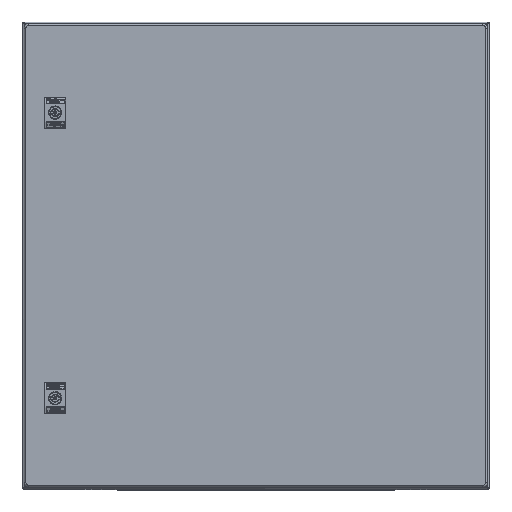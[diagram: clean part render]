
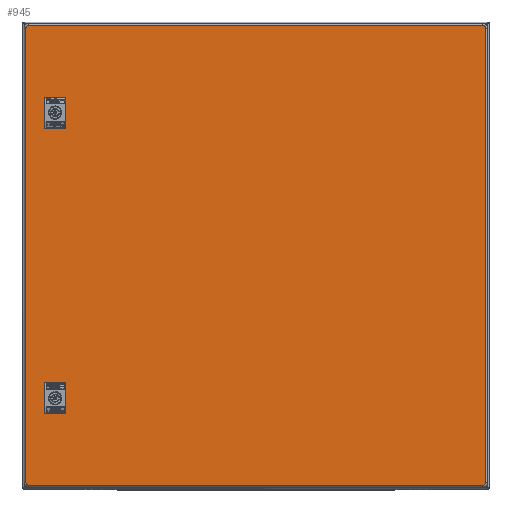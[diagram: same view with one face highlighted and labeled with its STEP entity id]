
A CAD part, top view. The second image highlights one B-rep face of the part: STEP entity #945.
In plain terms, the highlighted planar face has unit normal (0, 0, 1).
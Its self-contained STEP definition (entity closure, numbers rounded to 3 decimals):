
#945=ADVANCED_FACE('',(#5630,#5631,#5632),#5633,.T.);
#5630=FACE_OUTER_BOUND('',#15878,.T.);
#5631=FACE_BOUND('',#15879,.T.);
#5632=FACE_BOUND('',#15880,.T.);
#5633=PLANE('',#15881);
#15878=EDGE_LOOP('',(#33841,#33842,#33843,#33844,#33845,#33846,#33847,#33848));
#15879=EDGE_LOOP('',(#33849,#33850,#33851,#33852));
#15880=EDGE_LOOP('',(#33853,#33854,#33855,#33856));
#15881=AXIS2_PLACEMENT_3D('',#33857,#33858,#33859);
#33841=ORIENTED_EDGE('',*,*,#61549,.F.);
#33842=ORIENTED_EDGE('',*,*,#61550,.T.);
#33843=ORIENTED_EDGE('',*,*,#61551,.F.);
#33844=ORIENTED_EDGE('',*,*,#61552,.T.);
#33845=ORIENTED_EDGE('',*,*,#61553,.F.);
#33846=ORIENTED_EDGE('',*,*,#61554,.T.);
#33847=ORIENTED_EDGE('',*,*,#61555,.F.);
#33848=ORIENTED_EDGE('',*,*,#61556,.T.);
#33849=ORIENTED_EDGE('',*,*,#61557,.F.);
#33850=ORIENTED_EDGE('',*,*,#61558,.T.);
#33851=ORIENTED_EDGE('',*,*,#61559,.F.);
#33852=ORIENTED_EDGE('',*,*,#61560,.T.);
#33853=ORIENTED_EDGE('',*,*,#61561,.F.);
#33854=ORIENTED_EDGE('',*,*,#61562,.T.);
#33855=ORIENTED_EDGE('',*,*,#61563,.F.);
#33856=ORIENTED_EDGE('',*,*,#61564,.T.);
#33857=CARTESIAN_POINT('',(-0.3,0.0,252.51));
#33858=DIRECTION('',(0.0,0.0,1.0));
#33859=DIRECTION('',(1.0,0.0,0.0));
#61549=EDGE_CURVE('',#72818,#72819,#72820,.T.);
#61550=EDGE_CURVE('',#72818,#72821,#72822,.T.);
#61551=EDGE_CURVE('',#72823,#72821,#72824,.T.);
#61552=EDGE_CURVE('',#72823,#72825,#72826,.T.);
#61553=EDGE_CURVE('',#72827,#72825,#72828,.T.);
#61554=EDGE_CURVE('',#72827,#72829,#72830,.T.);
#61555=EDGE_CURVE('',#72831,#72829,#72832,.T.);
#61556=EDGE_CURVE('',#72831,#72819,#72833,.T.);
#61557=EDGE_CURVE('',#72834,#72835,#72836,.T.);
#61558=EDGE_CURVE('',#72834,#72837,#72838,.T.);
#61559=EDGE_CURVE('',#72839,#72837,#72840,.T.);
#61560=EDGE_CURVE('',#72839,#72835,#72841,.T.);
#61561=EDGE_CURVE('',#72842,#72843,#72844,.T.);
#61562=EDGE_CURVE('',#72842,#72845,#72846,.T.);
#61563=EDGE_CURVE('',#72847,#72845,#72848,.T.);
#61564=EDGE_CURVE('',#72847,#72843,#72849,.T.);
#72818=VERTEX_POINT('',#90901);
#72819=VERTEX_POINT('',#90902);
#72820=CIRCLE('',#90903,3.5);
#72821=VERTEX_POINT('',#90904);
#72822=LINE('',#90905,#90906);
#72823=VERTEX_POINT('',#90907);
#72824=CIRCLE('',#90908,3.5);
#72825=VERTEX_POINT('',#90909);
#72826=LINE('',#90910,#90911);
#72827=VERTEX_POINT('',#90912);
#72828=CIRCLE('',#90913,3.5);
#72829=VERTEX_POINT('',#90914);
#72830=LINE('',#90915,#90916);
#72831=VERTEX_POINT('',#90917);
#72832=CIRCLE('',#90918,3.5);
#72833=LINE('',#90919,#90920);
#72834=VERTEX_POINT('',#90921);
#72835=VERTEX_POINT('',#90922);
#72836=CIRCLE('',#90923,11.75);
#72837=VERTEX_POINT('',#90924);
#72838=LINE('',#90925,#90926);
#72839=VERTEX_POINT('',#90927);
#72840=CIRCLE('',#90928,11.75);
#72841=LINE('',#90929,#90930);
#72842=VERTEX_POINT('',#90931);
#72843=VERTEX_POINT('',#90932);
#72844=CIRCLE('',#90933,11.75);
#72845=VERTEX_POINT('',#90934);
#72846=LINE('',#90935,#90936);
#72847=VERTEX_POINT('',#90937);
#72848=CIRCLE('',#90938,11.75);
#72849=LINE('',#90939,#90940);
#90901=CARTESIAN_POINT('',(291.5,295.3,252.51));
#90902=CARTESIAN_POINT('',(295.,291.8,252.51));
#90903=AXIS2_PLACEMENT_3D('',#123166,#123167,#123168);
#90904=CARTESIAN_POINT('',(-292.1,295.3,252.51));
#90905=CARTESIAN_POINT('',(291.5,295.3,252.51));
#90906=VECTOR('',#123169,583.6);
#90907=CARTESIAN_POINT('',(-295.6,291.8,252.51));
#90908=AXIS2_PLACEMENT_3D('',#123170,#123171,#123172);
#90909=CARTESIAN_POINT('',(-295.6,-291.8,252.51));
#90910=CARTESIAN_POINT('',(-295.6,291.8,252.51));
#90911=VECTOR('',#123173,583.6);
#90912=CARTESIAN_POINT('',(-292.1,-295.3,252.51));
#90913=AXIS2_PLACEMENT_3D('',#123174,#123175,#123176);
#90914=CARTESIAN_POINT('',(291.5,-295.3,252.51));
#90915=CARTESIAN_POINT('',(-292.1,-295.3,252.51));
#90916=VECTOR('',#123177,583.6);
#90917=CARTESIAN_POINT('',(295.,-291.8,252.51));
#90918=AXIS2_PLACEMENT_3D('',#123178,#123179,#123180);
#90919=CARTESIAN_POINT('',(295.,-291.8,252.51));
#90920=VECTOR('',#123181,583.6);
#90921=CARTESIAN_POINT('',(-248.,189.504,252.51));
#90922=CARTESIAN_POINT('',(-268.2,189.504,252.51));
#90923=AXIS2_PLACEMENT_3D('',#123182,#123183,#123184);
#90924=CARTESIAN_POINT('',(-248.,177.496,252.51));
#90925=CARTESIAN_POINT('',(-248.,189.504,252.51));
#90926=VECTOR('',#123185,12.009);
#90927=CARTESIAN_POINT('',(-268.2,177.496,252.51));
#90928=AXIS2_PLACEMENT_3D('',#123186,#123187,#123188);
#90929=CARTESIAN_POINT('',(-268.2,177.496,252.51));
#90930=VECTOR('',#123189,12.009);
#90931=CARTESIAN_POINT('',(-248.,-177.496,252.51));
#90932=CARTESIAN_POINT('',(-268.2,-177.496,252.51));
#90933=AXIS2_PLACEMENT_3D('',#123190,#123191,#123192);
#90934=CARTESIAN_POINT('',(-248.,-189.504,252.51));
#90935=CARTESIAN_POINT('',(-248.,-177.496,252.51));
#90936=VECTOR('',#123193,12.009);
#90937=CARTESIAN_POINT('',(-268.2,-189.504,252.51));
#90938=AXIS2_PLACEMENT_3D('',#123194,#123195,#123196);
#90939=CARTESIAN_POINT('',(-268.2,-189.504,252.51));
#90940=VECTOR('',#123197,12.009);
#123166=CARTESIAN_POINT('',(291.5,291.8,252.51));
#123167=DIRECTION('',(0.0,0.0,-1.0));
#123168=DIRECTION('',(0.,1.0,0.0));
#123169=DIRECTION('',(-1.0,0.,0.0));
#123170=CARTESIAN_POINT('',(-292.1,291.8,252.51));
#123171=DIRECTION('',(-0.0,0.0,-1.0));
#123172=DIRECTION('',(-1.0,0.,0.0));
#123173=DIRECTION('',(0.,-1.0,0.0));
#123174=CARTESIAN_POINT('',(-292.1,-291.8,252.51));
#123175=DIRECTION('',(0.0,0.0,-1.0));
#123176=DIRECTION('',(0.,-1.0,0.0));
#123177=DIRECTION('',(1.0,0.,0.0));
#123178=CARTESIAN_POINT('',(291.5,-291.8,252.51));
#123179=DIRECTION('',(0.0,0.0,-1.0));
#123180=DIRECTION('',(1.0,0.,0.0));
#123181=DIRECTION('',(0.0,1.0,0.0));
#123182=CARTESIAN_POINT('',(-258.1,183.5,252.51));
#123183=DIRECTION('',(0.0,-0.0,1.0));
#123184=DIRECTION('',(0.86,0.511,0.0));
#123185=DIRECTION('',(0.,-1.0,0.0));
#123186=CARTESIAN_POINT('',(-258.1,183.5,252.51));
#123187=DIRECTION('',(0.0,0.0,1.0));
#123188=DIRECTION('',(-0.86,-0.511,0.0));
#123189=DIRECTION('',(0.,1.0,0.0));
#123190=CARTESIAN_POINT('',(-258.1,-183.5,252.51));
#123191=DIRECTION('',(0.0,-0.0,1.0));
#123192=DIRECTION('',(0.86,0.511,0.0));
#123193=DIRECTION('',(0.,-1.0,0.0));
#123194=CARTESIAN_POINT('',(-258.1,-183.5,252.51));
#123195=DIRECTION('',(0.0,0.0,1.0));
#123196=DIRECTION('',(-0.86,-0.511,0.0));
#123197=DIRECTION('',(0.,1.0,0.0));
